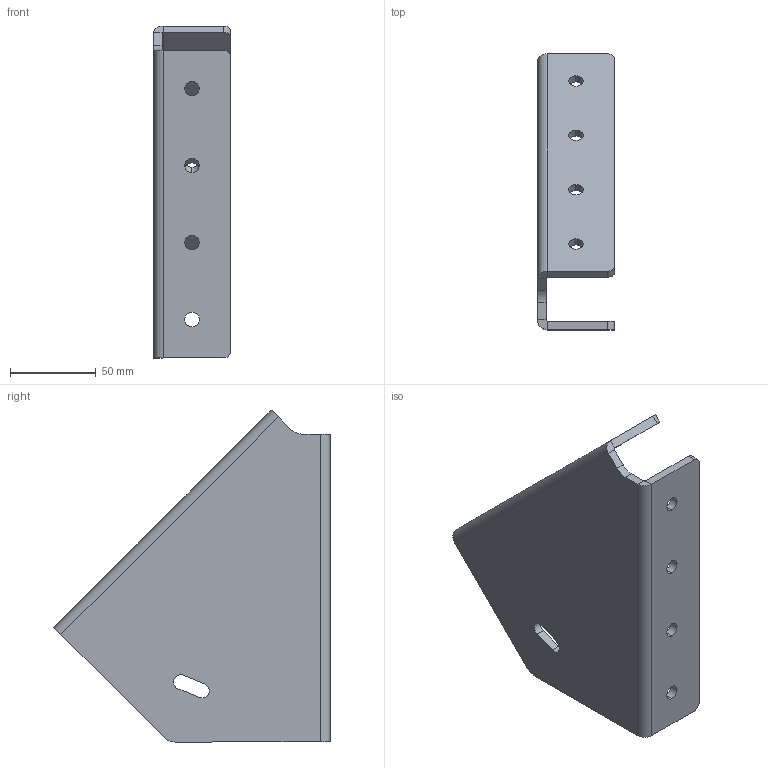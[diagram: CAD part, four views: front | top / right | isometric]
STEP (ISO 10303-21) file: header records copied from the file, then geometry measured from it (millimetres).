
FILE_DESCRIPTION (( 'STEP AP203' ), '1' );
FILE_NAME ('43-445-0.STEP', '2022-02-22T13:30:11', ( '' ), ( '' ), 'SwSTEP 2.0', 'SolidWorks 2021', '' );
FILE_SCHEMA (( 'CONFIG_CONTROL_DESIGN' ));
Length unit declared in the file: millimetre
Products named in the file (1): 43-445-0
Bounding box: 45 x 161.42 x 194.14 mm (x, y, z)
Volume: 169406.2 mm3; surface area: 72778.3 mm2
Topology: 1 solids, 1 shells, 51 faces, 131 edges, 82 vertices
Faces by surface type: cylinder 29, plane 22
Entity records: 1668 total; most frequent: DIRECTION 293, CARTESIAN_POINT 265, ORIENTED_EDGE 262, EDGE_CURVE 131, AXIS2_PLACEMENT_3D 110, VERTEX_POINT 82, VECTOR 73, LINE 73
